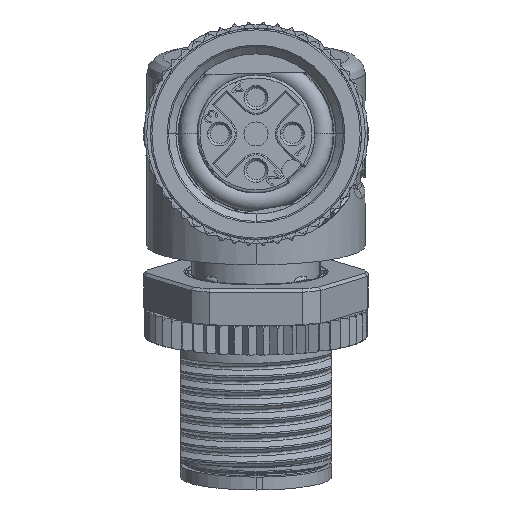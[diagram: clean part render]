
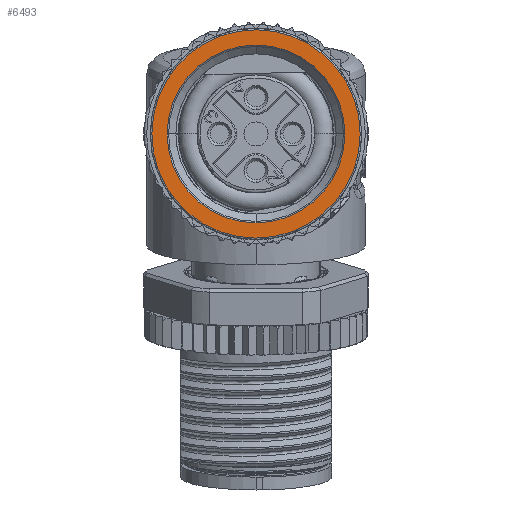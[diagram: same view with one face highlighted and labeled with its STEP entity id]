
A CAD part, front view. The second image highlights one B-rep face of the part: STEP entity #6493.
In plain terms, the highlighted planar face has unit normal (0, -1, 0).
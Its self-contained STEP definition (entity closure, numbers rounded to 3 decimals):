
#6493=ADVANCED_FACE('',(#13124,#13125),#13126,.T.);
#13124=FACE_OUTER_BOUND('',#37178,.T.);
#13125=FACE_BOUND('',#37179,.T.);
#13126=PLANE('',#37180);
#37178=EDGE_LOOP('',(#61670,#61671,#61672,#61673));
#37179=EDGE_LOOP('',(#61674,#61675,#61676,#61677));
#37180=AXIS2_PLACEMENT_3D('',#61678,#61679,#61680);
#61670=ORIENTED_EDGE('',*,*,#70234,.F.);
#61671=ORIENTED_EDGE('',*,*,#68633,.F.);
#61672=ORIENTED_EDGE('',*,*,#70232,.F.);
#61673=ORIENTED_EDGE('',*,*,#68638,.F.);
#61674=ORIENTED_EDGE('',*,*,#70242,.F.);
#61675=ORIENTED_EDGE('',*,*,#68616,.F.);
#61676=ORIENTED_EDGE('',*,*,#68623,.F.);
#61677=ORIENTED_EDGE('',*,*,#70243,.F.);
#61678=CARTESIAN_POINT('',(0.0,-12.4,0.0));
#61679=DIRECTION('',(0.0,-1.0,0.0));
#61680=DIRECTION('',(1.0,0.0,0.0));
#68616=EDGE_CURVE('',#79160,#79158,#79162,.T.);
#68623=EDGE_CURVE('',#79170,#79160,#79172,.T.);
#68633=EDGE_CURVE('',#79188,#79184,#79190,.T.);
#68638=EDGE_CURVE('',#79197,#79193,#79199,.T.);
#70232=EDGE_CURVE('',#79193,#79188,#81489,.T.);
#70234=EDGE_CURVE('',#79184,#79197,#81491,.T.);
#70242=EDGE_CURVE('',#79158,#81500,#81501,.T.);
#70243=EDGE_CURVE('',#81500,#79170,#81502,.T.);
#79158=VERTEX_POINT('',#100554);
#79160=VERTEX_POINT('',#100557);
#79162=CIRCLE('',#100560,6.1);
#79170=VERTEX_POINT('',#100569);
#79172=CIRCLE('',#100572,6.1);
#79184=VERTEX_POINT('',#100584);
#79188=VERTEX_POINT('',#100588);
#79190=CIRCLE('',#100590,7.15);
#79193=VERTEX_POINT('',#100593);
#79197=VERTEX_POINT('',#100597);
#79199=CIRCLE('',#100599,7.15);
#81489=CIRCLE('',#105798,7.15);
#81491=CIRCLE('',#105800,7.15);
#81500=VERTEX_POINT('',#105811);
#81501=CIRCLE('',#105812,6.1);
#81502=CIRCLE('',#105813,6.1);
#100554=CARTESIAN_POINT('',(0.0,-12.4,6.1));
#100557=CARTESIAN_POINT('',(6.1,-12.4,0.0));
#100560=AXIS2_PLACEMENT_3D('',#115547,#115548,#115549);
#100569=CARTESIAN_POINT('',(0.0,-12.4,-6.1));
#100572=AXIS2_PLACEMENT_3D('',#115558,#115559,#115560);
#100584=CARTESIAN_POINT('',(-7.15,-12.4,0.052));
#100588=CARTESIAN_POINT('',(-7.15,-12.4,0.0));
#100590=AXIS2_PLACEMENT_3D('',#115582,#115583,#115584);
#100593=CARTESIAN_POINT('',(7.15,-12.4,-0.052));
#100597=CARTESIAN_POINT('',(7.15,-12.4,0.0));
#100599=AXIS2_PLACEMENT_3D('',#115594,#115595,#115596);
#105798=AXIS2_PLACEMENT_3D('',#117495,#117496,#117497);
#105800=AXIS2_PLACEMENT_3D('',#117498,#117499,#117500);
#105811=CARTESIAN_POINT('',(-6.1,-12.4,0.0));
#105812=AXIS2_PLACEMENT_3D('',#117509,#117510,#117511);
#105813=AXIS2_PLACEMENT_3D('',#117512,#117513,#117514);
#115547=CARTESIAN_POINT('',(0.0,-12.4,0.0));
#115548=DIRECTION('',(0.0,-1.0,0.0));
#115549=DIRECTION('',(1.0,0.0,0.0));
#115558=CARTESIAN_POINT('',(0.0,-12.4,0.0));
#115559=DIRECTION('',(0.0,-1.0,0.0));
#115560=DIRECTION('',(0.0,0.0,-1.0));
#115582=CARTESIAN_POINT('',(0.0,-12.4,0.0));
#115583=DIRECTION('',(0.0,1.0,0.0));
#115584=DIRECTION('',(-1.0,0.0,0.0));
#115594=CARTESIAN_POINT('',(0.0,-12.4,0.0));
#115595=DIRECTION('',(-0.0,1.0,0.0));
#115596=DIRECTION('',(1.0,0.0,0.0));
#117495=CARTESIAN_POINT('',(0.0,-12.4,0.0));
#117496=DIRECTION('',(0.0,1.0,0.0));
#117497=DIRECTION('',(1.,0.0,-0.007));
#117498=CARTESIAN_POINT('',(0.0,-12.4,0.0));
#117499=DIRECTION('',(0.0,1.0,0.0));
#117500=DIRECTION('',(-1.,0.0,0.007));
#117509=CARTESIAN_POINT('',(0.0,-12.4,0.0));
#117510=DIRECTION('',(0.0,-1.0,0.0));
#117511=DIRECTION('',(0.0,0.0,1.0));
#117512=CARTESIAN_POINT('',(0.0,-12.4,0.0));
#117513=DIRECTION('',(0.0,-1.0,0.0));
#117514=DIRECTION('',(-1.0,0.0,0.0));
